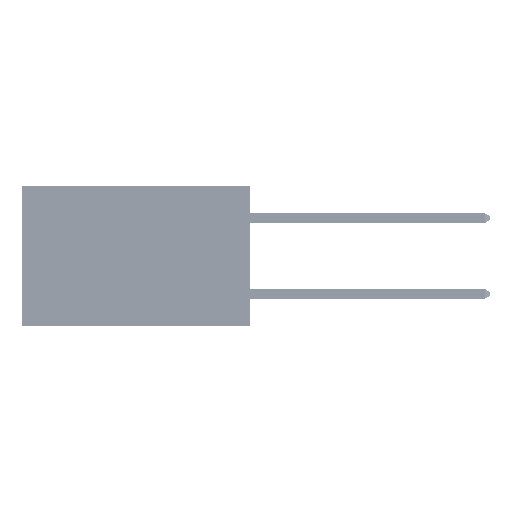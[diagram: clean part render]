
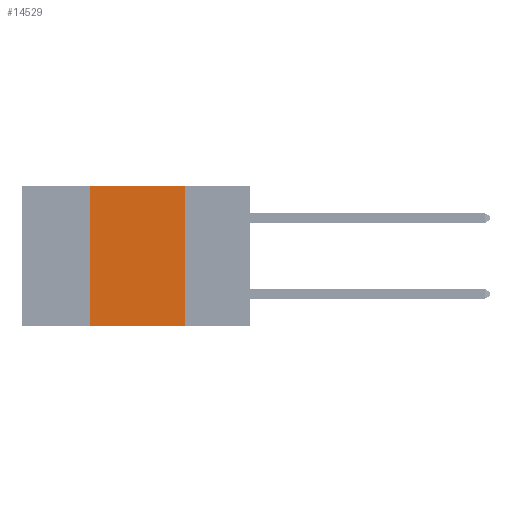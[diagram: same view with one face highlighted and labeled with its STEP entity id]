
A CAD part, left-side view. The second image highlights one B-rep face of the part: STEP entity #14529.
In plain terms, the highlighted planar face has unit normal (-1, 0, 0).
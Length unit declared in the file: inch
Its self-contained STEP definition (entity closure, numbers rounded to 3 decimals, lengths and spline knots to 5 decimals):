
#948 = CARTESIAN_POINT ( 'NONE',  ( 0., 0.17, 0. ) ) ;
#1100 = ORIENTED_EDGE ( 'NONE', *, *, #5819, .F. ) ;
#1503 = DIRECTION ( 'NONE',  ( 1., 0., 0. ) ) ;
#3709 = ORIENTED_EDGE ( 'NONE', *, *, #35230, .F. ) ;
#4743 = DIRECTION ( 'NONE',  ( 0., 0., -1. ) ) ;
#5164 = CARTESIAN_POINT ( 'NONE',  ( 0., 0.6, -0.37 ) ) ;
#5427 = LINE ( 'NONE', #5164, #6699 ) ;
#5819 = EDGE_CURVE ( 'NONE', #24335, #31859, #27474, .T. ) ;
#6532 = LINE ( 'NONE', #17630, #22351 ) ;
#6699 = VECTOR ( 'NONE', #47518, 39.37008 ) ;
#7056 = AXIS2_PLACEMENT_3D ( 'NONE', #24465, #1503, #16888 ) ;
#11571 = DIRECTION ( 'NONE',  ( 0., -1., 0. ) ) ;
#14529 = ADVANCED_FACE ( 'NONE', ( #28492 ), #32276, .F. ) ;
#16888 = DIRECTION ( 'NONE',  ( 0., 0., -1. ) ) ;
#17630 = CARTESIAN_POINT ( 'NONE',  ( 0., 0.42, 0. ) ) ;
#19760 = ORIENTED_EDGE ( 'NONE', *, *, #26708, .T. ) ;
#21161 = VERTEX_POINT ( 'NONE', #25568 ) ;
#22193 = VECTOR ( 'NONE', #11571, 39.37008 ) ;
#22351 = VECTOR ( 'NONE', #36796, 39.37008 ) ;
#22954 = CARTESIAN_POINT ( 'NONE',  ( 0., 0.6, 0. ) ) ;
#23925 = LINE ( 'NONE', #948, #42332 ) ;
#24335 = VERTEX_POINT ( 'NONE', #40904 ) ;
#24465 = CARTESIAN_POINT ( 'NONE',  ( 0., 0.6, 0. ) ) ;
#25428 = CARTESIAN_POINT ( 'NONE',  ( 0., 0.17, 0. ) ) ;
#25568 = CARTESIAN_POINT ( 'NONE',  ( 0., 0.17, -0.37 ) ) ;
#26708 = EDGE_CURVE ( 'NONE', #38904, #21161, #5427, .T. ) ;
#27474 = LINE ( 'NONE', #22954, #22193 ) ;
#28492 = FACE_OUTER_BOUND ( 'NONE', #29899, .T. ) ;
#29899 = EDGE_LOOP ( 'NONE', ( #37555, #1100, #3709, #19760 ) ) ;
#31859 = VERTEX_POINT ( 'NONE', #25428 ) ;
#32276 = PLANE ( 'NONE',  #7056 ) ;
#34215 = CARTESIAN_POINT ( 'NONE',  ( 0., 0.42, -0.37 ) ) ;
#35230 = EDGE_CURVE ( 'NONE', #38904, #24335, #6532, .T. ) ;
#36796 = DIRECTION ( 'NONE',  ( 0., 0., 1. ) ) ;
#37555 = ORIENTED_EDGE ( 'NONE', *, *, #38652, .F. ) ;
#38652 = EDGE_CURVE ( 'NONE', #31859, #21161, #23925, .T. ) ;
#38904 = VERTEX_POINT ( 'NONE', #34215 ) ;
#40904 = CARTESIAN_POINT ( 'NONE',  ( 0., 0.42, 0. ) ) ;
#42332 = VECTOR ( 'NONE', #4743, 39.37008 ) ;
#47518 = DIRECTION ( 'NONE',  ( 0., -1., 0. ) ) ;
